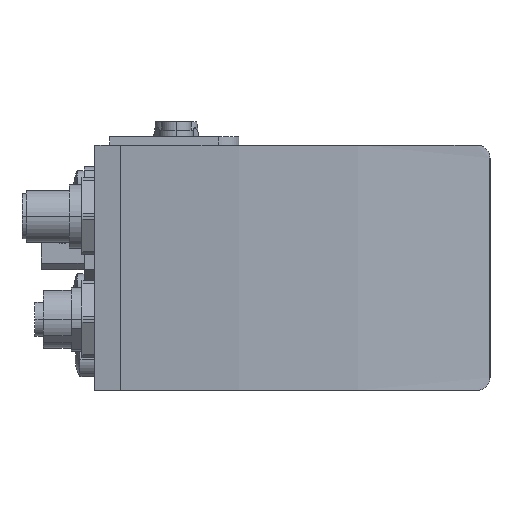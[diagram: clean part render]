
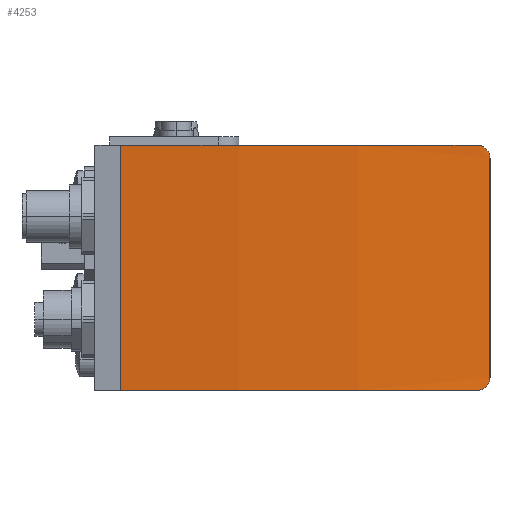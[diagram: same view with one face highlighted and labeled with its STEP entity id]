
A CAD part, left-side view. The second image highlights one B-rep face of the part: STEP entity #4253.
In plain terms, the highlighted cylindrical face has radius 300 mm (diameter 600 mm), a partial arc.
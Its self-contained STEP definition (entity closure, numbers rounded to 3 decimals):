
#4253=ADVANCED_FACE('',(#8937),#8938,.T.);
#4269=EDGE_CURVE('',#8961,#8962,#8963,.T.);
#4271=EDGE_CURVE('',#8965,#8961,#8966,.T.);
#4273=EDGE_CURVE('',#8968,#8965,#8969,.T.);
#4275=EDGE_CURVE('',#8971,#8968,#8972,.T.);
#4277=EDGE_CURVE('',#8974,#8971,#8975,.T.);
#4279=EDGE_CURVE('',#8962,#8974,#8977,.T.);
#8937=FACE_OUTER_BOUND('',#15877,.T.);
#8938=CYLINDRICAL_SURFACE('',#15878,300.0);
#8961=VERTEX_POINT('',#15902);
#8962=VERTEX_POINT('',#15903);
#8963=B_SPLINE_CURVE_WITH_KNOTS('',3,(#15904,#15905,#15906,#15907,#15908,#15909,#15910,#15911,#15912,#15913,#15914,#15915,#15916,#15917,#15918,#15919,#15920,#15921),.UNSPECIFIED.,.F.,.F.,(4,2,2,2,2,2,2,2,4),(4.539,5.11,5.681,6.252,6.822,7.387,7.952,8.517,9.082),.UNSPECIFIED.);
#8965=VERTEX_POINT('',#15924);
#8966=CIRCLE('',#15925,300.0);
#8968=VERTEX_POINT('',#15928);
#8969=LINE('',#15929,#15930);
#8971=VERTEX_POINT('',#15933);
#8972=CIRCLE('',#15934,300.0);
#8974=VERTEX_POINT('',#15937);
#8975=B_SPLINE_CURVE_WITH_KNOTS('',3,(#15938,#15939,#15940,#15941,#15942,#15943,#15944,#15945,#15946,#15947,#15948,#15949,#15950,#15951,#15952,#15953,#15954,#15955),.UNSPECIFIED.,.F.,.F.,(4,2,2,2,2,2,2,2,4),(9.082,9.648,10.214,10.78,11.346,11.916,12.485,13.054,13.624),.UNSPECIFIED.);
#8977=LINE('',#15958,#15959);
#15877=EDGE_LOOP('',(#22845,#22846,#22847,#22848,#22849,#22850));
#15878=AXIS2_PLACEMENT_3D('',#22851,#22852,#22853);
#15902=CARTESIAN_POINT('',(-4.808,-25.6,28.6));
#15903=CARTESIAN_POINT('',(-4.388,-28.6,25.6));
#15904=CARTESIAN_POINT('',(-4.808,-25.6,28.6));
#15905=CARTESIAN_POINT('',(-4.782,-25.789,28.6));
#15906=CARTESIAN_POINT('',(-4.756,-25.984,28.582));
#15907=CARTESIAN_POINT('',(-4.703,-26.372,28.506));
#15908=CARTESIAN_POINT('',(-4.676,-26.565,28.448));
#15909=CARTESIAN_POINT('',(-4.625,-26.935,28.294));
#15910=CARTESIAN_POINT('',(-4.6,-27.112,28.198));
#15911=CARTESIAN_POINT('',(-4.554,-27.441,27.977));
#15912=CARTESIAN_POINT('',(-4.532,-27.592,27.851));
#15913=CARTESIAN_POINT('',(-4.495,-27.858,27.585));
#15914=CARTESIAN_POINT('',(-4.477,-27.982,27.435));
#15915=CARTESIAN_POINT('',(-4.446,-28.201,27.108));
#15916=CARTESIAN_POINT('',(-4.432,-28.296,26.931));
#15917=CARTESIAN_POINT('',(-4.41,-28.448,26.562));
#15918=CARTESIAN_POINT('',(-4.401,-28.506,26.37));
#15919=CARTESIAN_POINT('',(-4.39,-28.582,25.983));
#15920=CARTESIAN_POINT('',(-4.388,-28.6,25.788));
#15921=CARTESIAN_POINT('',(-4.388,-28.6,25.6));
#15924=CARTESIAN_POINT('',(-4.388,57.6,28.6));
#15925=AXIS2_PLACEMENT_3D('',#22912,#22913,#22914);
#15928=CARTESIAN_POINT('',(-4.388,57.6,-28.6));
#15929=CARTESIAN_POINT('',(-4.388,57.6,0.0));
#15930=VECTOR('',#22915,1.0);
#15933=CARTESIAN_POINT('',(-4.808,-25.6,-28.6));
#15934=AXIS2_PLACEMENT_3D('',#22916,#22917,#22918);
#15937=CARTESIAN_POINT('',(-4.388,-28.6,-25.6));
#15938=CARTESIAN_POINT('',(-4.388,-28.6,-25.6));
#15939=CARTESIAN_POINT('',(-4.388,-28.6,-25.789));
#15940=CARTESIAN_POINT('',(-4.39,-28.582,-25.984));
#15941=CARTESIAN_POINT('',(-4.402,-28.506,-26.372));
#15942=CARTESIAN_POINT('',(-4.41,-28.448,-26.565));
#15943=CARTESIAN_POINT('',(-4.432,-28.294,-26.934));
#15944=CARTESIAN_POINT('',(-4.446,-28.199,-27.111));
#15945=CARTESIAN_POINT('',(-4.477,-27.979,-27.438));
#15946=CARTESIAN_POINT('',(-4.495,-27.854,-27.589));
#15947=CARTESIAN_POINT('',(-4.533,-27.588,-27.855));
#15948=CARTESIAN_POINT('',(-4.554,-27.437,-27.98));
#15949=CARTESIAN_POINT('',(-4.601,-27.109,-28.2));
#15950=CARTESIAN_POINT('',(-4.625,-26.932,-28.296));
#15951=CARTESIAN_POINT('',(-4.677,-26.562,-28.449));
#15952=CARTESIAN_POINT('',(-4.703,-26.37,-28.506));
#15953=CARTESIAN_POINT('',(-4.756,-25.983,-28.582));
#15954=CARTESIAN_POINT('',(-4.783,-25.788,-28.6));
#15955=CARTESIAN_POINT('',(-4.808,-25.6,-28.6));
#15958=CARTESIAN_POINT('',(-4.388,-28.6,0.0));
#15959=VECTOR('',#22919,1.0);
#22845=ORIENTED_EDGE('',*,*,#4269,.F.);
#22846=ORIENTED_EDGE('',*,*,#4271,.F.);
#22847=ORIENTED_EDGE('',*,*,#4273,.F.);
#22848=ORIENTED_EDGE('',*,*,#4275,.F.);
#22849=ORIENTED_EDGE('',*,*,#4277,.F.);
#22850=ORIENTED_EDGE('',*,*,#4279,.F.);
#22851=CARTESIAN_POINT('',(292.5,14.5,28.6));
#22852=DIRECTION('',(0.0,-0.0,-1.0));
#22853=DIRECTION('',(-0.99,-0.144,0.0));
#22912=CARTESIAN_POINT('',(292.5,14.5,28.6));
#22913=DIRECTION('',(0.0,0.0,1.0));
#22914=DIRECTION('',(-0.99,-0.144,0.0));
#22915=DIRECTION('',(0.0,0.0,1.0));
#22916=CARTESIAN_POINT('',(292.5,14.5,-28.6));
#22917=DIRECTION('',(-0.0,0.0,-1.0));
#22918=DIRECTION('',(-0.99,-0.144,0.0));
#22919=DIRECTION('',(0.0,0.0,-1.0));
